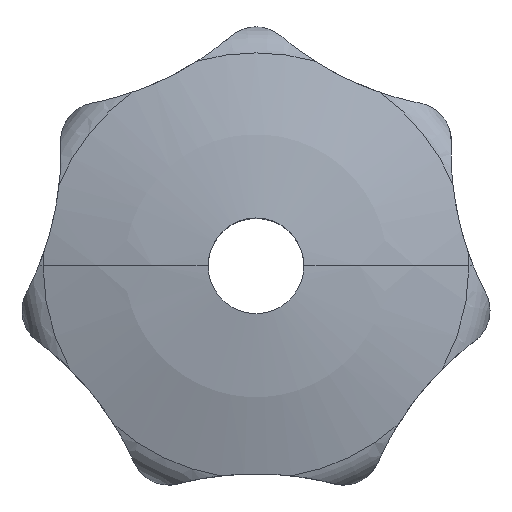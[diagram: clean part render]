
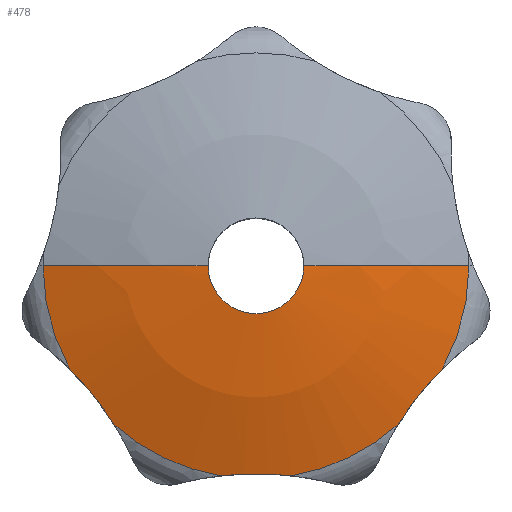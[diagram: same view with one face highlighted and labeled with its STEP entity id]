
A CAD part, top view. The second image highlights one B-rep face of the part: STEP entity #478.
In plain terms, the highlighted spherical face has radius 70 mm.
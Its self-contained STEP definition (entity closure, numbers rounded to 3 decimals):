
#276=EDGE_CURVE('',#570,#584,#775,.T.);
#310=EDGE_CURVE('',#322,#670,#811,.T.);
#322=VERTEX_POINT('',#824);
#324=EDGE_CURVE('',#624,#644,#826,.T.);
#400=EDGE_CURVE('',#428,#650,#908,.T.);
#428=VERTEX_POINT('',#938);
#446=VERTEX_POINT('',#957);
#478=ADVANCED_FACE('',(#993),#994,.T.);
#510=EDGE_CURVE('',#446,#644,#1030,.T.);
#540=EDGE_CURVE('',#624,#650,#1061,.T.);
#558=EDGE_CURVE('',#428,#322,#1080,.T.);
#562=EDGE_CURVE('',#688,#446,#1084,.T.);
#566=EDGE_CURVE('',#584,#688,#1088,.T.);
#570=VERTEX_POINT('',#1092);
#584=VERTEX_POINT('',#1108);
#594=EDGE_CURVE('',#670,#570,#1118,.T.);
#624=VERTEX_POINT('',#1150);
#644=VERTEX_POINT('',#1173);
#650=VERTEX_POINT('',#1179);
#670=VERTEX_POINT('',#1200);
#688=VERTEX_POINT('',#1219);
#775=B_SPLINE_CURVE_WITH_KNOTS('',3,(#1313,#1314,#1315,#1316,#1317,#1318,#1319,#1320,#1321,#1322),.UNSPECIFIED.,.F.,.F.,(4,2,2,2,4),(51.423,52.374,55.077,57.781,58.731),.UNSPECIFIED.);
#811=B_SPLINE_CURVE_WITH_KNOTS('',3,(#1391,#1392,#1393,#1394,#1395,#1396,#1397,#1398,#1399,#1400),.UNSPECIFIED.,.F.,.F.,(4,2,2,2,4),(51.423,52.374,55.077,57.781,58.731),.UNSPECIFIED.);
#824=CARTESIAN_POINT('',(-19.479,-10.8,28.362));
#826=CIRCLE('',#1442,70.);
#908=CIRCLE('',#1675,70.);
#938=CARTESIAN_POINT('',(-22.273,0.,28.362));
#957=CARTESIAN_POINT('',(19.479,-10.8,28.362));
#993=FACE_OUTER_BOUND('',#1848,.T.);
#994=SPHERICAL_SURFACE('',#1849,70.);
#1030=CIRCLE('',#1898,22.273);
#1061=CIRCLE('',#1999,5.0);
#1080=CIRCLE('',#2043,22.273);
#1084=B_SPLINE_CURVE_WITH_KNOTS('',3,(#2048,#2049,#2050,#2051,#2052,#2053,#2054,#2055,#2056,#2057),.UNSPECIFIED.,.F.,.F.,(4,2,2,2,4),(51.423,52.374,55.077,57.781,58.731),.UNSPECIFIED.);
#1088=CIRCLE('',#2062,22.273);
#1092=CARTESIAN_POINT('',(-3.701,-21.963,28.362));
#1108=CARTESIAN_POINT('',(3.701,-21.963,28.362));
#1118=CIRCLE('',#2125,22.273);
#1150=CARTESIAN_POINT('',(5.0,0.,31.821));
#1173=CARTESIAN_POINT('',(22.273,0.,28.362));
#1179=CARTESIAN_POINT('',(-5.0,0.,31.821));
#1200=CARTESIAN_POINT('',(-14.864,-16.588,28.362));
#1219=CARTESIAN_POINT('',(14.864,-16.588,28.362));
#1313=CARTESIAN_POINT('',(-3.701,-21.963,28.362));
#1314=CARTESIAN_POINT('',(-3.378,-21.925,28.393));
#1315=CARTESIAN_POINT('',(-3.055,-21.893,28.419));
#1316=CARTESIAN_POINT('',(-1.815,-21.786,28.505));
#1317=CARTESIAN_POINT('',(-0.901,-21.748,28.536));
#1318=CARTESIAN_POINT('',(0.901,-21.748,28.536));
#1319=CARTESIAN_POINT('',(1.815,-21.786,28.505));
#1320=CARTESIAN_POINT('',(3.055,-21.893,28.419));
#1321=CARTESIAN_POINT('',(3.378,-21.925,28.393));
#1322=CARTESIAN_POINT('',(3.701,-21.963,28.362));
#1391=CARTESIAN_POINT('',(-19.479,-10.8,28.362));
#1392=CARTESIAN_POINT('',(-19.248,-11.029,28.393));
#1393=CARTESIAN_POINT('',(-19.021,-11.261,28.419));
#1394=CARTESIAN_POINT('',(-18.165,-12.165,28.505));
#1395=CARTESIAN_POINT('',(-17.565,-12.855,28.536));
#1396=CARTESIAN_POINT('',(-16.442,-14.264,28.536));
#1397=CARTESIAN_POINT('',(-15.902,-15.003,28.505));
#1398=CARTESIAN_POINT('',(-15.212,-16.039,28.419));
#1399=CARTESIAN_POINT('',(-15.036,-16.312,28.393));
#1400=CARTESIAN_POINT('',(-14.864,-16.588,28.362));
#1442=AXIS2_PLACEMENT_3D('',#2512,#2513,#2514);
#1675=AXIS2_PLACEMENT_3D('',#2567,#2568,#2569);
#1848=EDGE_LOOP('',(#2650,#2651,#2652,#2653,#2654,#2655,#2656,#2657,#2658,#2659));
#1849=AXIS2_PLACEMENT_3D('',#2660,#2661,#2662);
#1898=AXIS2_PLACEMENT_3D('',#2703,#2704,#2705);
#1999=AXIS2_PLACEMENT_3D('',#2726,#2727,#2728);
#2043=AXIS2_PLACEMENT_3D('',#2740,#2741,#2742);
#2048=CARTESIAN_POINT('',(14.864,-16.588,28.362));
#2049=CARTESIAN_POINT('',(15.036,-16.312,28.393));
#2050=CARTESIAN_POINT('',(15.212,-16.039,28.419));
#2051=CARTESIAN_POINT('',(15.902,-15.003,28.505));
#2052=CARTESIAN_POINT('',(16.442,-14.264,28.536));
#2053=CARTESIAN_POINT('',(17.565,-12.855,28.536));
#2054=CARTESIAN_POINT('',(18.165,-12.165,28.505));
#2055=CARTESIAN_POINT('',(19.021,-11.261,28.419));
#2056=CARTESIAN_POINT('',(19.248,-11.029,28.393));
#2057=CARTESIAN_POINT('',(19.479,-10.8,28.362));
#2062=AXIS2_PLACEMENT_3D('',#2743,#2744,#2745);
#2125=AXIS2_PLACEMENT_3D('',#2770,#2771,#2772);
#2512=CARTESIAN_POINT('',(0.,0.,-38.));
#2513=DIRECTION('',(0.,1.0,0.));
#2514=DIRECTION('',(0.0,0.,-1.0));
#2567=CARTESIAN_POINT('',(0.,0.,-38.));
#2568=DIRECTION('',(0.,1.0,0.));
#2569=DIRECTION('',(0.0,0.,-1.0));
#2650=ORIENTED_EDGE('',*,*,#324,.F.);
#2651=ORIENTED_EDGE('',*,*,#540,.T.);
#2652=ORIENTED_EDGE('',*,*,#400,.F.);
#2653=ORIENTED_EDGE('',*,*,#558,.T.);
#2654=ORIENTED_EDGE('',*,*,#310,.T.);
#2655=ORIENTED_EDGE('',*,*,#594,.T.);
#2656=ORIENTED_EDGE('',*,*,#276,.T.);
#2657=ORIENTED_EDGE('',*,*,#566,.T.);
#2658=ORIENTED_EDGE('',*,*,#562,.T.);
#2659=ORIENTED_EDGE('',*,*,#510,.T.);
#2660=CARTESIAN_POINT('',(0.,0.,-38.));
#2661=DIRECTION('',(0.,0.,1.0));
#2662=DIRECTION('',(-1.0,0.,0.0));
#2703=CARTESIAN_POINT('',(0.,0.,28.362));
#2704=DIRECTION('',(0.,0.,1.0));
#2705=DIRECTION('',(1.0,0.,0.));
#2726=CARTESIAN_POINT('',(0.0,0.,31.821));
#2727=DIRECTION('',(0.0,0.,-1.0));
#2728=DIRECTION('',(1.0,0.0,0.0));
#2740=CARTESIAN_POINT('',(0.,0.,28.362));
#2741=DIRECTION('',(0.,0.,1.0));
#2742=DIRECTION('',(1.0,0.,0.));
#2743=CARTESIAN_POINT('',(0.,0.,28.362));
#2744=DIRECTION('',(0.,0.,1.0));
#2745=DIRECTION('',(1.0,0.,0.));
#2770=CARTESIAN_POINT('',(0.,0.,28.362));
#2771=DIRECTION('',(0.,0.,1.0));
#2772=DIRECTION('',(1.0,0.,0.));
